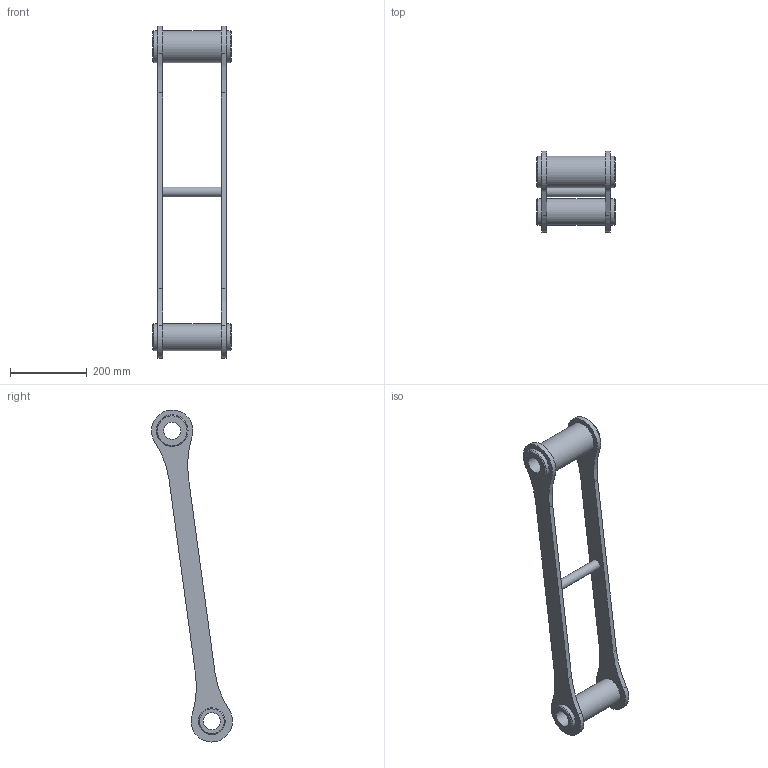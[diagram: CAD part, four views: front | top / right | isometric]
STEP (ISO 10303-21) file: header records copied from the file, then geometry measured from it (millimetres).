
FILE_DESCRIPTION( ( '' ), ' ' );
FILE_NAME( '5dee72c6a4ec34155f60b180.step', '2019-12-09T16:13:58', ( '' ), ( '' ), ' ', ' ', ' ' );
FILE_SCHEMA( ( 'AUTOMOTIVE_DESIGN { 1 0 10303 214 1 1 1 1 }' ) );
Length unit declared in the file: metre
Products named in the file (1): Part 4
Bounding box: 203.2 x 210.57 x 864.41 mm (x, y, z)
Volume: 2436240.1 mm3; surface area: 388964.6 mm2
Topology: 1 solids, 1 shells, 37 faces, 85 edges, 56 vertices
Faces by surface type: cylinder 21, plane 12, cone 4
Full cylindrical faces by diameter (mm): 25.4 x1, 44.45 x2, 69.85 x3, 82.55 x3
Entity records: 1314 total; most frequent: DIRECTION 192, CARTESIAN_POINT 162, ORIENTED_EDGE 140, AXIS2_PLACEMENT_3D 84, EDGE_CURVE 70, EDGE_LOOP 64, VERTEX_POINT 54, FACE_OUTER_BOUND 46
